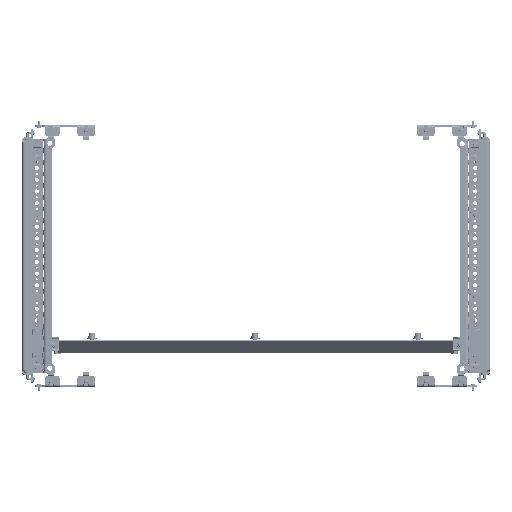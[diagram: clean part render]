
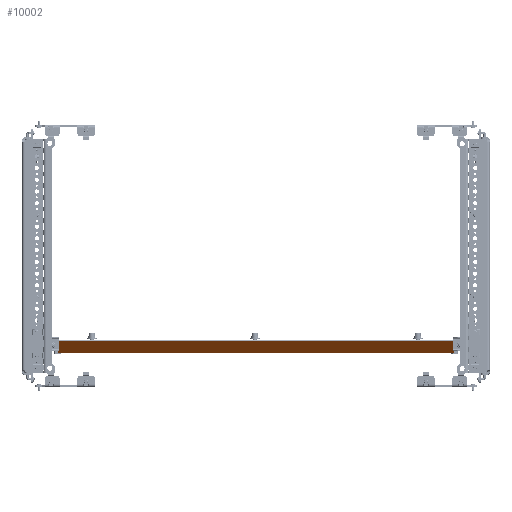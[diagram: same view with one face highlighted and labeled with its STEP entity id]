
A CAD part, front view. The second image highlights one B-rep face of the part: STEP entity #10002.
In plain terms, the highlighted face is planar.
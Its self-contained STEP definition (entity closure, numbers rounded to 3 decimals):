
#989 = CARTESIAN_POINT ( 'NONE',  ( 0., 0., 422.5 ) ) ;
#1050 = VERTEX_POINT ( 'NONE', #56104 ) ;
#1335 = DIRECTION ( 'NONE',  ( 1., 0., 0. ) ) ;
#2271 = LINE ( 'NONE', #13917, #50648 ) ;
#4288 = CARTESIAN_POINT ( 'NONE',  ( 0., 0., 422.5 ) ) ;
#5762 = PLANE ( 'NONE',  #15913 ) ;
#7208 = EDGE_CURVE ( 'NONE', #19287, #1050, #14346, .T. ) ;
#8314 = EDGE_CURVE ( 'NONE', #58049, #14348, #55388, .T. ) ;
#10002 = ADVANCED_FACE ( 'NONE', ( #35064 ), #5762, .F. ) ;
#10691 = DIRECTION ( 'NONE',  ( 0., 0., 1. ) ) ;
#11310 = CARTESIAN_POINT ( 'NONE',  ( 0., 0., -422.5 ) ) ;
#13622 = CARTESIAN_POINT ( 'NONE',  ( 0., 0., -422.5 ) ) ;
#13917 = CARTESIAN_POINT ( 'NONE',  ( 35., 0., 422.5 ) ) ;
#14346 = LINE ( 'NONE', #58339, #36713 ) ;
#14348 = VERTEX_POINT ( 'NONE', #58718 ) ;
#15913 = AXIS2_PLACEMENT_3D ( 'NONE', #989, #34440, #10691 ) ;
#19287 = VERTEX_POINT ( 'NONE', #4288 ) ;
#27082 = ORIENTED_EDGE ( 'NONE', *, *, #7208, .F. ) ;
#28397 = DIRECTION ( 'NONE',  ( 0., 0., -1. ) ) ;
#31691 = ORIENTED_EDGE ( 'NONE', *, *, #37652, .F. ) ;
#32218 = EDGE_CURVE ( 'NONE', #19287, #58049, #61325, .T. ) ;
#32597 = DIRECTION ( 'NONE',  ( 1., 0., 0. ) ) ;
#34440 = DIRECTION ( 'NONE',  ( 0., 1., 0. ) ) ;
#35064 = FACE_OUTER_BOUND ( 'NONE', #54372, .T. ) ;
#36713 = VECTOR ( 'NONE', #1335, 1000. ) ;
#37652 = EDGE_CURVE ( 'NONE', #1050, #14348, #2271, .T. ) ;
#37746 = CARTESIAN_POINT ( 'NONE',  ( 0., 0., 422.5 ) ) ;
#39720 = VECTOR ( 'NONE', #32597, 1000. ) ;
#43714 = ORIENTED_EDGE ( 'NONE', *, *, #8314, .T. ) ;
#47288 = DIRECTION ( 'NONE',  ( 0., 0., -1. ) ) ;
#50648 = VECTOR ( 'NONE', #47288, 1000. ) ;
#54372 = EDGE_LOOP ( 'NONE', ( #43714, #31691, #27082, #56213 ) ) ;
#55388 = LINE ( 'NONE', #13622, #39720 ) ;
#56104 = CARTESIAN_POINT ( 'NONE',  ( 35., 0., 422.5 ) ) ;
#56213 = ORIENTED_EDGE ( 'NONE', *, *, #32218, .T. ) ;
#58049 = VERTEX_POINT ( 'NONE', #11310 ) ;
#58339 = CARTESIAN_POINT ( 'NONE',  ( 0., 0., 422.5 ) ) ;
#58718 = CARTESIAN_POINT ( 'NONE',  ( 35., 0., -422.5 ) ) ;
#59866 = VECTOR ( 'NONE', #28397, 1000. ) ;
#61325 = LINE ( 'NONE', #37746, #59866 ) ;
